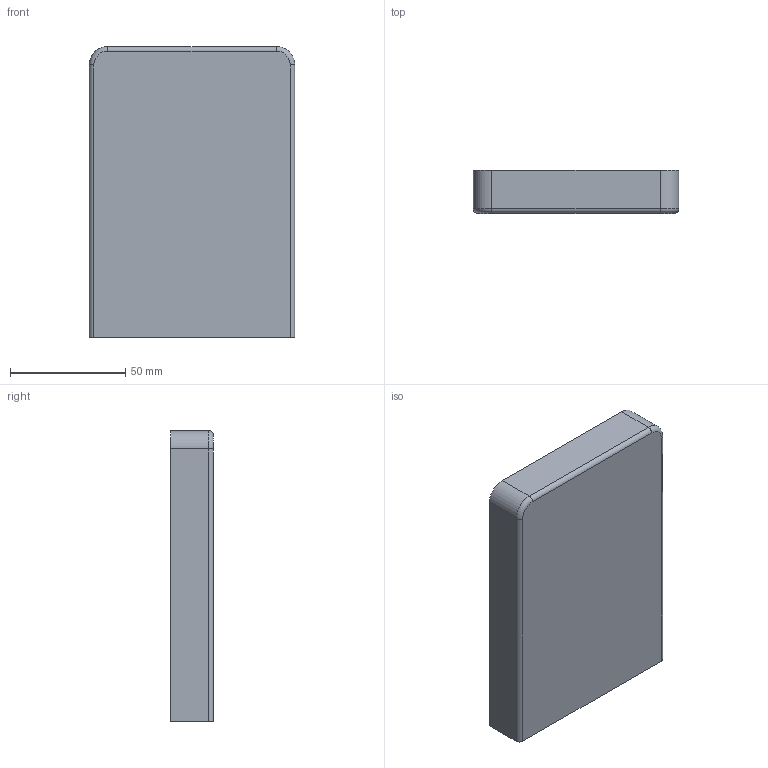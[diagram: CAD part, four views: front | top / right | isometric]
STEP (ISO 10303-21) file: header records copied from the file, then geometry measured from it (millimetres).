
FILE_DESCRIPTION (( 'STEP AP203' ), '1' );
FILE_NAME ('enclosure.STEP', '2020-08-21T11:33:35', ( '' ), ( '' ), 'SwSTEP 2.0', 'SolidWorks 2017', '' );
FILE_SCHEMA (( 'CONFIG_CONTROL_DESIGN' ));
Length unit declared in the file: millimetre
Products named in the file (1): enclosure
Bounding box: 89 x 18.5 x 126 mm (x, y, z)
Volume: 56431.7 mm3; surface area: 37068.8 mm2
Topology: 1 solids, 1 shells, 107 faces, 251 edges, 166 vertices
Faces by surface type: plane 60, cylinder 45, torus 2
Entity records: 3162 total; most frequent: DIRECTION 559, CARTESIAN_POINT 525, ORIENTED_EDGE 502, EDGE_CURVE 251, AXIS2_PLACEMENT_3D 200, VERTEX_POINT 166, VECTOR 159, LINE 159
